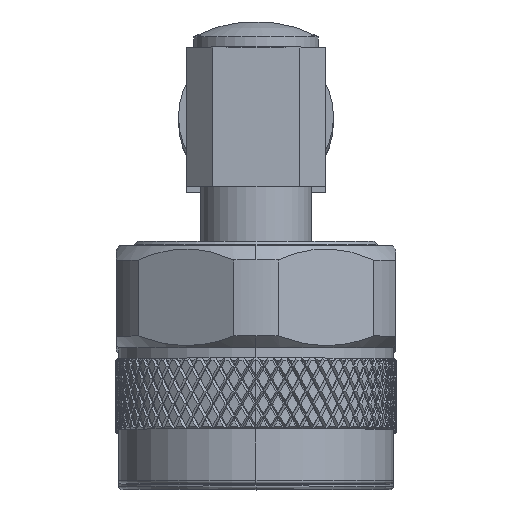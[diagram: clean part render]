
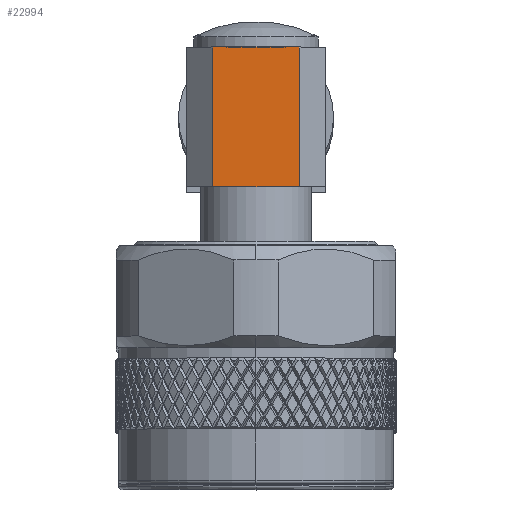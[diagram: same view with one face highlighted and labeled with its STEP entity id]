
A CAD part, top view. The second image highlights one B-rep face of the part: STEP entity #22994.
In plain terms, the highlighted face is planar.
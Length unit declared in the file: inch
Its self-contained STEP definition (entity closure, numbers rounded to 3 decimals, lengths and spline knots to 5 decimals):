
#2014 = AXIS2_PLACEMENT_3D ( 'NONE', #32324, #7678, #44204 ) ;
#2594 = ORIENTED_EDGE ( 'NONE', *, *, #72657, .T. ) ;
#7358 = LINE ( 'NONE', #47628, #35479 ) ;
#7405 = PLANE ( 'NONE',  #2014 ) ;
#7678 = DIRECTION ( 'NONE',  ( 0., -1., 0. ) ) ;
#12678 = ORIENTED_EDGE ( 'NONE', *, *, #78287, .T. ) ;
#12835 = VERTEX_POINT ( 'NONE', #33664 ) ;
#15666 = EDGE_CURVE ( 'NONE', #12835, #29057, #31510, .T. ) ;
#22994 = ADVANCED_FACE ( 'NONE', ( #64042 ), #7405, .F. ) ;
#29057 = VERTEX_POINT ( 'NONE', #29069 ) ;
#29069 = CARTESIAN_POINT ( 'NONE',  ( 0.19685, 0.19504, -0.12185 ) ) ;
#30208 = ORIENTED_EDGE ( 'NONE', *, *, #15666, .T. ) ;
#30810 = VECTOR ( 'NONE', #78427, 39.37008 ) ;
#31510 = LINE ( 'NONE', #41767, #37329 ) ;
#32324 = CARTESIAN_POINT ( 'NONE',  ( -0.19685, 0.19504, 0.19685 ) ) ;
#33664 = CARTESIAN_POINT ( 'NONE',  ( 0.19685, 0.19504, 0.12185 ) ) ;
#35479 = VECTOR ( 'NONE', #72400, 39.37008 ) ;
#37329 = VECTOR ( 'NONE', #47149, 39.37008 ) ;
#41767 = CARTESIAN_POINT ( 'NONE',  ( 0.19685, 0.19504, 0.19685 ) ) ;
#44204 = DIRECTION ( 'NONE',  ( 0., 0., -1. ) ) ;
#47144 = EDGE_LOOP ( 'NONE', ( #30208, #2594, #65968, #12678 ) ) ;
#47149 = DIRECTION ( 'NONE',  ( 0., 0., -1. ) ) ;
#47200 = LINE ( 'NONE', #47377, #30810 ) ;
#47377 = CARTESIAN_POINT ( 'NONE',  ( 0.19685, 0.19504, 0.12185 ) ) ;
#47628 = CARTESIAN_POINT ( 'NONE',  ( -0.19685, 0.19504, 0.19685 ) ) ;
#49820 = LINE ( 'NONE', #59390, #60527 ) ;
#54239 = DIRECTION ( 'NONE',  ( -1., 0., 0. ) ) ;
#55462 = VERTEX_POINT ( 'NONE', #59055 ) ;
#59055 = CARTESIAN_POINT ( 'NONE',  ( -0.19685, 0.19504, 0.12185 ) ) ;
#59390 = CARTESIAN_POINT ( 'NONE',  ( -0.19685, 0.19504, -0.12185 ) ) ;
#60527 = VECTOR ( 'NONE', #54239, 39.37008 ) ;
#64042 = FACE_OUTER_BOUND ( 'NONE', #47144, .T. ) ;
#65968 = ORIENTED_EDGE ( 'NONE', *, *, #70895, .F. ) ;
#70895 = EDGE_CURVE ( 'NONE', #55462, #72616, #7358, .T. ) ;
#72400 = DIRECTION ( 'NONE',  ( 0., 0., -1. ) ) ;
#72616 = VERTEX_POINT ( 'NONE', #77119 ) ;
#72657 = EDGE_CURVE ( 'NONE', #29057, #72616, #49820, .T. ) ;
#77119 = CARTESIAN_POINT ( 'NONE',  ( -0.19685, 0.19504, -0.12185 ) ) ;
#78287 = EDGE_CURVE ( 'NONE', #55462, #12835, #47200, .T. ) ;
#78427 = DIRECTION ( 'NONE',  ( 1., 0., 0. ) ) ;
